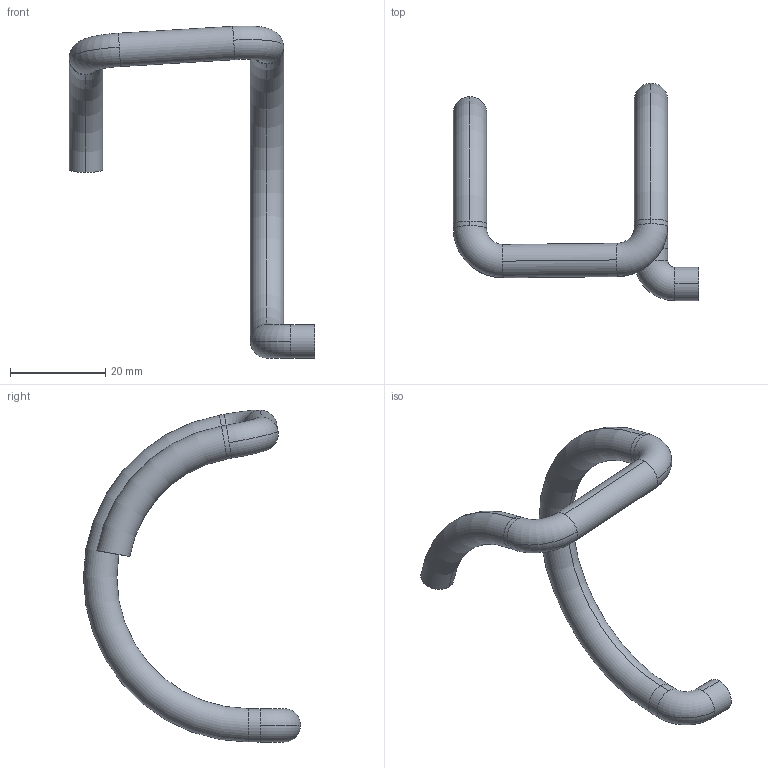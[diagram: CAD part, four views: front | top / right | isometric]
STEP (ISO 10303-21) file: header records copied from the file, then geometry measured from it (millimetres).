
FILE_DESCRIPTION (( 'STEP AP214' ), '1' );
FILE_NAME ('cable_pulley.STEP', '2025-03-31T14:03:46', ( '' ), ( '' ), 'SwSTEP 2.0', 'SolidWorks 2025', '' );
FILE_SCHEMA (( 'AUTOMOTIVE_DESIGN' ));
Length unit declared in the file: millimetre
Products named in the file (1): cable_pulley_fore_arm
Bounding box: 51.43 x 45.5 x 69.56 mm (x, y, z)
Volume: 7326 mm3; surface area: 4263.3 mm2
Topology: 1 solids, 1 shells, 22 faces, 54 edges, 34 vertices
Faces by surface type: torus 10, cylinder 10, plane 2
Entity records: 697 total; most frequent: DIRECTION 144, CARTESIAN_POINT 111, ORIENTED_EDGE 108, AXIS2_PLACEMENT_3D 67, EDGE_CURVE 54, CIRCLE 44, VERTEX_POINT 34, ADVANCED_FACE 22
